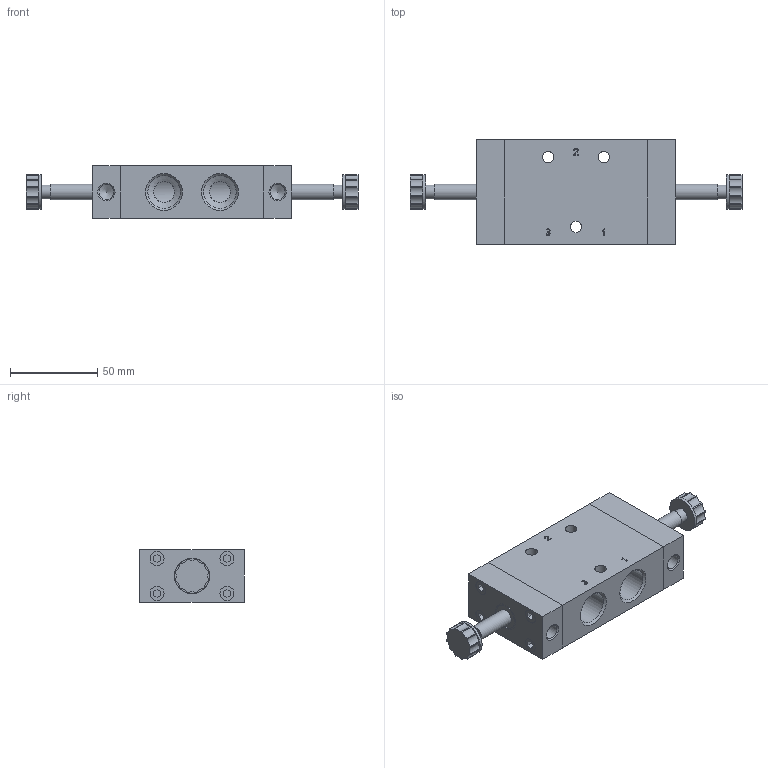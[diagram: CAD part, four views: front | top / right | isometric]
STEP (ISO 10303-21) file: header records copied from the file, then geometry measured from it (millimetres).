
FILE_DESCRIPTION( ( 'Unknown' ), '1' );
FILE_NAME( 'MEH 320 121.stp', 'Unknown', ( 'Unknown' ), ( 'Unknown' ), 'PSStep 14.0', 'Unknown', ' ' );
FILE_SCHEMA( ( 'AUTOMOTIVE_DESIGN { 1 0 10303 214 1 1 1 1 }' ) );
Length unit declared in the file: millimetre
Products named in the file (4): Assem1
Assembly tree (3 placements, depth 2):
  Assem1
    (unnamed)
    (unnamed)
    (unnamed)
Bounding box: 190 x 60 x 30 mm (x, y, z)
Surface area: 38274.2 mm2 (no closed solid volume)
Topology: 0 solids, 235 shells, 235 faces, 1138 edges, 1089 vertices
Faces by surface type: plane 143, cylinder 71, extrusion 11, cone 10
Full cylindrical faces by diameter (mm): 6 x2, 6.6 x3, 8 x10, 8.566 x4, 9 x2, 14.5 x2, 16 x2, 18.631 x6, 20 x2, 22 x1
Entity records: 12469 total; most frequent: CARTESIAN_POINT 3490, DIRECTION 1849, ORIENTED_EDGE 1068, EDGE_CURVE 1068, VERTEX_POINT 1068, VECTOR 619, AXIS2_PLACEMENT_3D 615, LINE 608
